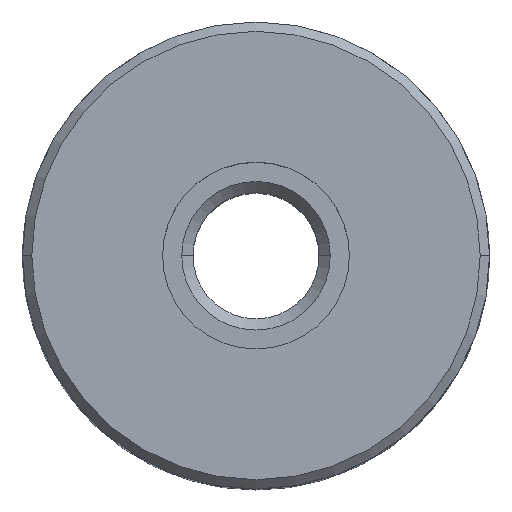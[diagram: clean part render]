
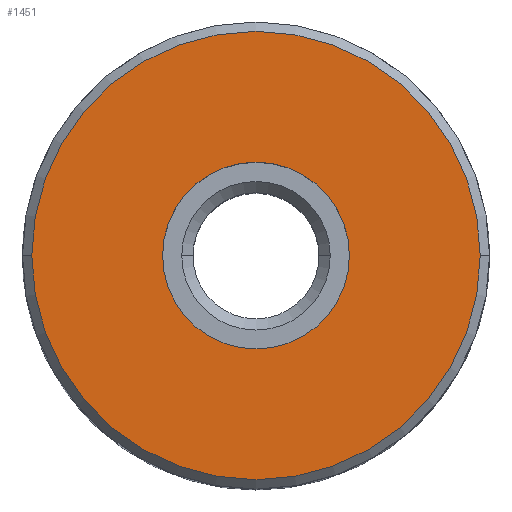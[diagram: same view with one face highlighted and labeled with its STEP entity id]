
A CAD part, top view. The second image highlights one B-rep face of the part: STEP entity #1451.
In plain terms, the highlighted planar face has unit normal (0, 0, 1).
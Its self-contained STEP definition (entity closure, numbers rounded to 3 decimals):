
#933=EDGE_CURVE('',#2099,#2283,#2740,.T.);
#1451=ADVANCED_FACE('',(#3313,#3314),#3315,.T.);
#1601=VERTEX_POINT('',#3475);
#1695=EDGE_CURVE('',#2109,#1601,#3578,.T.);
#1827=EDGE_CURVE('',#1601,#2109,#3722,.T.);
#2099=VERTEX_POINT('',#4034);
#2109=VERTEX_POINT('',#4045);
#2283=VERTEX_POINT('',#4238);
#2701=EDGE_CURVE('',#2283,#2099,#4708,.T.);
#2740=CIRCLE('',#4740,10.);
#3313=FACE_BOUND('',#5494,.T.);
#3314=FACE_OUTER_BOUND('',#5495,.T.);
#3315=PLANE('',#5496);
#3475=CARTESIAN_POINT('',(-24.0,0.,59.0));
#3578=CIRCLE('',#5861,24.0);
#3722=CIRCLE('',#6062,24.0);
#4034=CARTESIAN_POINT('',(-10.,0.,59.0));
#4045=CARTESIAN_POINT('',(24.0,0.,59.0));
#4238=CARTESIAN_POINT('',(10.,0.,59.0));
#4708=CIRCLE('',#7356,10.);
#4740=AXIS2_PLACEMENT_3D('',#7378,#7379,#7380);
#5494=EDGE_LOOP('',(#8147,#8148));
#5495=EDGE_LOOP('',(#8149,#8150));
#5496=AXIS2_PLACEMENT_3D('',#8151,#8152,#8153);
#5861=AXIS2_PLACEMENT_3D('',#8460,#8461,#8462);
#6062=AXIS2_PLACEMENT_3D('',#8635,#8636,#8637);
#7356=AXIS2_PLACEMENT_3D('',#10071,#10072,#10073);
#7378=CARTESIAN_POINT('',(0.,0.,59.0));
#7379=DIRECTION('',(0.,0.,1.0));
#7380=DIRECTION('',(1.0,0.,0.));
#8147=ORIENTED_EDGE('',*,*,#2701,.F.);
#8148=ORIENTED_EDGE('',*,*,#933,.F.);
#8149=ORIENTED_EDGE('',*,*,#1695,.T.);
#8150=ORIENTED_EDGE('',*,*,#1827,.T.);
#8151=CARTESIAN_POINT('',(17.0,0.,59.0));
#8152=DIRECTION('',(0.,0.,1.0));
#8153=DIRECTION('',(-1.0,0.,0.0));
#8460=CARTESIAN_POINT('',(0.,0.,59.0));
#8461=DIRECTION('',(0.,0.,1.0));
#8462=DIRECTION('',(1.0,0.,0.));
#8635=CARTESIAN_POINT('',(0.,0.,59.0));
#8636=DIRECTION('',(0.,0.,1.0));
#8637=DIRECTION('',(1.0,0.,0.));
#10071=CARTESIAN_POINT('',(0.,0.,59.0));
#10072=DIRECTION('',(0.,0.,1.0));
#10073=DIRECTION('',(1.0,0.,0.));
